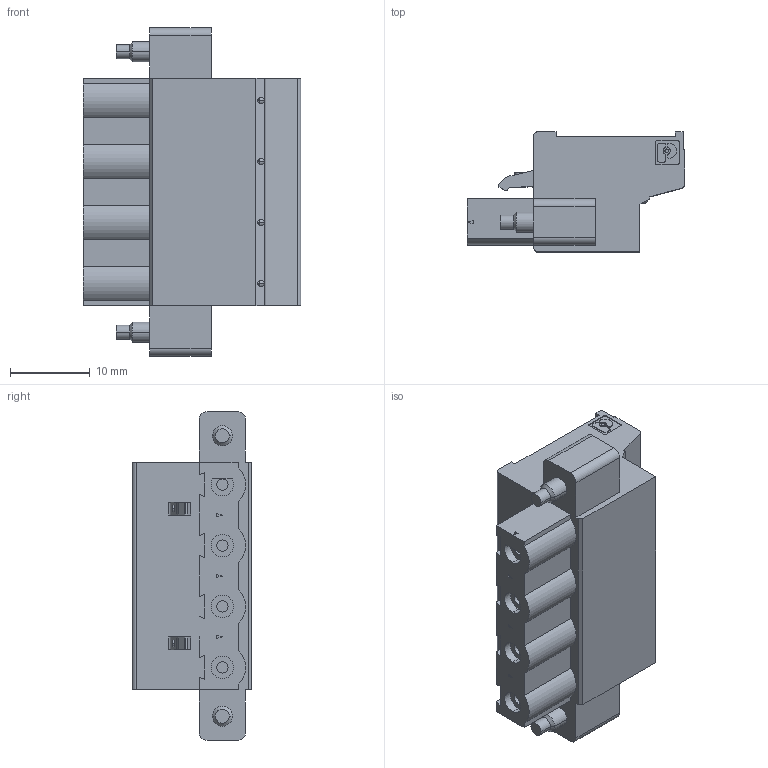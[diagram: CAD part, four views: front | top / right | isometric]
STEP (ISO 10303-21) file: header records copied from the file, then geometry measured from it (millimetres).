
FILE_DESCRIPTION(('SolidDesigner STEP Export'),'1');
FILE_NAME('front-gmstb_2.5-4-stf-7.62.stp','2000-07-06T11:47:05',(''),( ''), 'SolidDesigner STEP processor Version: 7.0(Mar 1999)for AP214(CD)(Solid Model)', 'CoCreate SolidDesigner: 07.50 21-Dec-99(C) CoCreate Software GmbH','');
FILE_SCHEMA(('AUTOMOTIVE_DESIGN_CC2 {1 2 10303 214 -1 1 5 1}'));
Length unit declared in the file: millimetre
Products named in the file (2): front-gmstb_2.5-4-stf-7.62
Assembly tree (1 placements, depth 2):
  front-gmstb_2.5-4-stf-7.62
    front-gmstb_2.5-4-stf-7.62
Bounding box: 27.2 x 15 x 41.08 mm (x, y, z)
Volume: 7965.4 mm3; surface area: 4145.5 mm2
Topology: 1 solids, 1 shells, 338 faces, 857 edges, 565 vertices
Faces by surface type: plane 206, cylinder 106, cone 12, sphere 8, torus 6
Entity records: 12585 total; most frequent: CARTESIAN_POINT 2010, ORIENTED_EDGE 1714, DIRECTION 1516, EDGE_CURVE 857, VERTEX_POINT 565, VECTOR 542, LINE 542, AXIS2_PLACEMENT_3D 487
